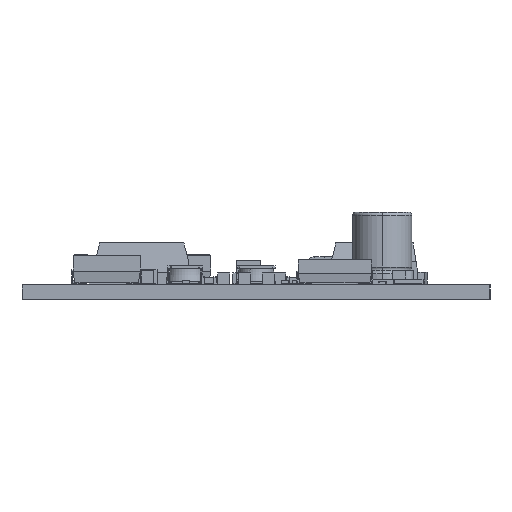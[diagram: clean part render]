
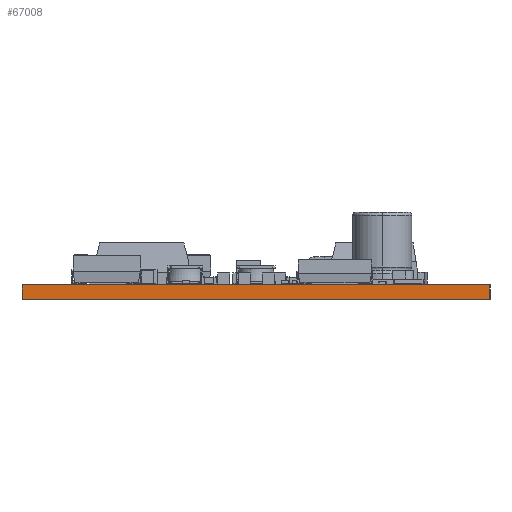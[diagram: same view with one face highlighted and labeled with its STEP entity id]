
A CAD part, left-side view. The second image highlights one B-rep face of the part: STEP entity #67008.
In plain terms, the highlighted planar face has unit normal (-1, 0, 0).
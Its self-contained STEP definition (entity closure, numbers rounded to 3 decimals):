
#59921 = PLANE('',#59922);
#59922 = AXIS2_PLACEMENT_3D('',#59923,#59924,#59925);
#59923 = CARTESIAN_POINT('',(34.875,25.,0.));
#59924 = DIRECTION('',(-0.,-0.,-1.));
#59925 = DIRECTION('',(-1.,0.,0.));
#59977 = PLANE('',#59978);
#59978 = AXIS2_PLACEMENT_3D('',#59979,#59980,#59981);
#59979 = CARTESIAN_POINT('',(34.875,25.,1.6));
#59980 = DIRECTION('',(-0.,-0.,-1.));
#59981 = DIRECTION('',(-1.,0.,0.));
#61512 = VERTEX_POINT('',#61513);
#61513 = CARTESIAN_POINT('',(0.,-0.,0.));
#61527 = PLANE('',#61528);
#61528 = AXIS2_PLACEMENT_3D('',#61529,#61530,#61531);
#61529 = CARTESIAN_POINT('',(69.75,0.,0.));
#61530 = DIRECTION('',(0.,-1.,0.));
#61531 = DIRECTION('',(-1.,0.,0.));
#61539 = EDGE_CURVE('',#61512,#61540,#61542,.T.);
#61540 = VERTEX_POINT('',#61541);
#61541 = CARTESIAN_POINT('',(0.,50.,0.));
#61542 = SURFACE_CURVE('',#61543,(#61547,#61554),.PCURVE_S1.);
#61543 = LINE('',#61544,#61545);
#61544 = CARTESIAN_POINT('',(0.,-0.,0.));
#61545 = VECTOR('',#61546,1.);
#61546 = DIRECTION('',(0.,1.,0.));
#61547 = PCURVE('',#59921,#61548);
#61548 = DEFINITIONAL_REPRESENTATION('',(#61549),#61553);
#61549 = LINE('',#61550,#61551);
#61550 = CARTESIAN_POINT('',(34.875,-25.));
#61551 = VECTOR('',#61552,1.);
#61552 = DIRECTION('',(0.,1.));
#61553 = ( GEOMETRIC_REPRESENTATION_CONTEXT(2) 
PARAMETRIC_REPRESENTATION_CONTEXT() REPRESENTATION_CONTEXT('2D SPACE',''
  ) );
#61554 = PCURVE('',#61555,#61560);
#61555 = PLANE('',#61556);
#61556 = AXIS2_PLACEMENT_3D('',#61557,#61558,#61559);
#61557 = CARTESIAN_POINT('',(0.,0.,0.));
#61558 = DIRECTION('',(-1.,0.,0.));
#61559 = DIRECTION('',(0.,1.,0.));
#61560 = DEFINITIONAL_REPRESENTATION('',(#61561),#61565);
#61561 = LINE('',#61562,#61563);
#61562 = CARTESIAN_POINT('',(0.,0.));
#61563 = VECTOR('',#61564,1.);
#61564 = DIRECTION('',(1.,0.));
#61565 = ( GEOMETRIC_REPRESENTATION_CONTEXT(2) 
PARAMETRIC_REPRESENTATION_CONTEXT() REPRESENTATION_CONTEXT('2D SPACE',''
  ) );
#61583 = PLANE('',#61584);
#61584 = AXIS2_PLACEMENT_3D('',#61585,#61586,#61587);
#61585 = CARTESIAN_POINT('',(0.,50.,0.));
#61586 = DIRECTION('',(0.,1.,0.));
#61587 = DIRECTION('',(1.,0.,0.));
#64393 = VERTEX_POINT('',#64394);
#64394 = CARTESIAN_POINT('',(0.,0.,1.6));
#64415 = EDGE_CURVE('',#64393,#64416,#64418,.T.);
#64416 = VERTEX_POINT('',#64417);
#64417 = CARTESIAN_POINT('',(0.,50.,1.6));
#64418 = SURFACE_CURVE('',#64419,(#64423,#64430),.PCURVE_S1.);
#64419 = LINE('',#64420,#64421);
#64420 = CARTESIAN_POINT('',(0.,0.,1.6));
#64421 = VECTOR('',#64422,1.);
#64422 = DIRECTION('',(0.,1.,0.));
#64423 = PCURVE('',#59977,#64424);
#64424 = DEFINITIONAL_REPRESENTATION('',(#64425),#64429);
#64425 = LINE('',#64426,#64427);
#64426 = CARTESIAN_POINT('',(34.875,-25.));
#64427 = VECTOR('',#64428,1.);
#64428 = DIRECTION('',(0.,1.));
#64429 = ( GEOMETRIC_REPRESENTATION_CONTEXT(2) 
PARAMETRIC_REPRESENTATION_CONTEXT() REPRESENTATION_CONTEXT('2D SPACE',''
  ) );
#64430 = PCURVE('',#61555,#64431);
#64431 = DEFINITIONAL_REPRESENTATION('',(#64432),#64436);
#64432 = LINE('',#64433,#64434);
#64433 = CARTESIAN_POINT('',(0.,-1.6));
#64434 = VECTOR('',#64435,1.);
#64435 = DIRECTION('',(1.,0.));
#64436 = ( GEOMETRIC_REPRESENTATION_CONTEXT(2) 
PARAMETRIC_REPRESENTATION_CONTEXT() REPRESENTATION_CONTEXT('2D SPACE',''
  ) );
#66986 = EDGE_CURVE('',#61540,#64416,#66987,.T.);
#66987 = SURFACE_CURVE('',#66988,(#66992,#66999),.PCURVE_S1.);
#66988 = LINE('',#66989,#66990);
#66989 = CARTESIAN_POINT('',(0.,50.,0.));
#66990 = VECTOR('',#66991,1.);
#66991 = DIRECTION('',(0.,0.,1.));
#66992 = PCURVE('',#61583,#66993);
#66993 = DEFINITIONAL_REPRESENTATION('',(#66994),#66998);
#66994 = LINE('',#66995,#66996);
#66995 = CARTESIAN_POINT('',(0.,0.));
#66996 = VECTOR('',#66997,1.);
#66997 = DIRECTION('',(0.,-1.));
#66998 = ( GEOMETRIC_REPRESENTATION_CONTEXT(2) 
PARAMETRIC_REPRESENTATION_CONTEXT() REPRESENTATION_CONTEXT('2D SPACE',''
  ) );
#66999 = PCURVE('',#61555,#67000);
#67000 = DEFINITIONAL_REPRESENTATION('',(#67001),#67005);
#67001 = LINE('',#67002,#67003);
#67002 = CARTESIAN_POINT('',(50.,0.));
#67003 = VECTOR('',#67004,1.);
#67004 = DIRECTION('',(0.,-1.));
#67005 = ( GEOMETRIC_REPRESENTATION_CONTEXT(2) 
PARAMETRIC_REPRESENTATION_CONTEXT() REPRESENTATION_CONTEXT('2D SPACE',''
  ) );
#67008 = ADVANCED_FACE('',(#67009),#61555,.T.);
#67009 = FACE_BOUND('',#67010,.T.);
#67010 = EDGE_LOOP('',(#67011,#67032,#67033,#67034));
#67011 = ORIENTED_EDGE('',*,*,#67012,.T.);
#67012 = EDGE_CURVE('',#61512,#64393,#67013,.T.);
#67013 = SURFACE_CURVE('',#67014,(#67018,#67025),.PCURVE_S1.);
#67014 = LINE('',#67015,#67016);
#67015 = CARTESIAN_POINT('',(0.,-0.,0.));
#67016 = VECTOR('',#67017,1.);
#67017 = DIRECTION('',(0.,0.,1.));
#67018 = PCURVE('',#61555,#67019);
#67019 = DEFINITIONAL_REPRESENTATION('',(#67020),#67024);
#67020 = LINE('',#67021,#67022);
#67021 = CARTESIAN_POINT('',(0.,0.));
#67022 = VECTOR('',#67023,1.);
#67023 = DIRECTION('',(0.,-1.));
#67024 = ( GEOMETRIC_REPRESENTATION_CONTEXT(2) 
PARAMETRIC_REPRESENTATION_CONTEXT() REPRESENTATION_CONTEXT('2D SPACE',''
  ) );
#67025 = PCURVE('',#61527,#67026);
#67026 = DEFINITIONAL_REPRESENTATION('',(#67027),#67031);
#67027 = LINE('',#67028,#67029);
#67028 = CARTESIAN_POINT('',(69.75,0.));
#67029 = VECTOR('',#67030,1.);
#67030 = DIRECTION('',(0.,-1.));
#67031 = ( GEOMETRIC_REPRESENTATION_CONTEXT(2) 
PARAMETRIC_REPRESENTATION_CONTEXT() REPRESENTATION_CONTEXT('2D SPACE',''
  ) );
#67032 = ORIENTED_EDGE('',*,*,#64415,.T.);
#67033 = ORIENTED_EDGE('',*,*,#66986,.F.);
#67034 = ORIENTED_EDGE('',*,*,#61539,.F.);
